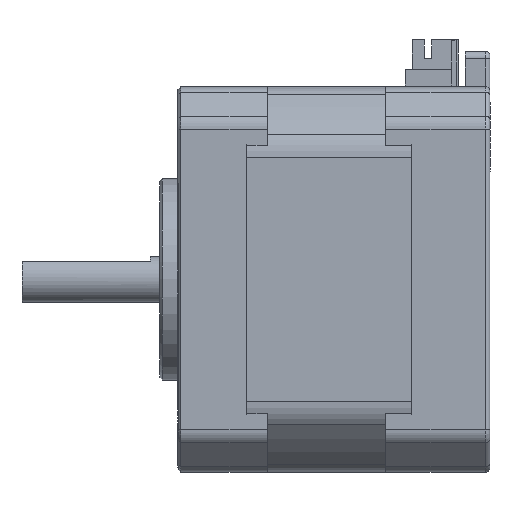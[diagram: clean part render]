
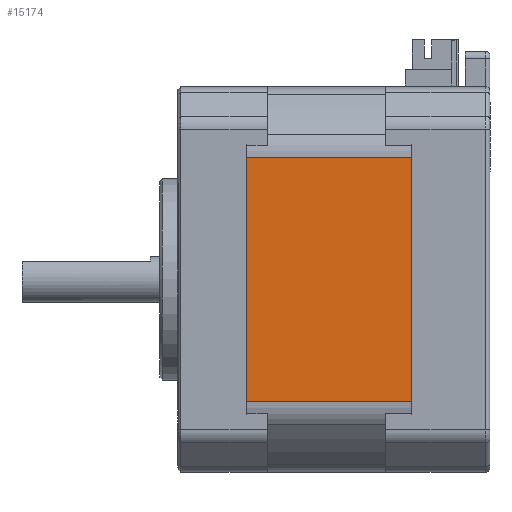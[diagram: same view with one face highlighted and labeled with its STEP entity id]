
A CAD part, left-side view. The second image highlights one B-rep face of the part: STEP entity #15174.
In plain terms, the highlighted planar face has unit normal (-1, 0, 0).
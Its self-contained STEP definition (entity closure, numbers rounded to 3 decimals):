
#1053 = DIRECTION ( 'NONE',  ( 0., 1., 0. ) ) ;
#1123 = CARTESIAN_POINT ( 'NONE',  ( -21., 17.5, -13.325 ) ) ;
#1181 = CARTESIAN_POINT ( 'NONE',  ( -21., 17.5, -13.325 ) ) ;
#1239 = VERTEX_POINT ( 'NONE', #7918 ) ;
#1816 = VERTEX_POINT ( 'NONE', #15031 ) ;
#2259 = VECTOR ( 'NONE', #5072, 1000. ) ;
#2323 = DIRECTION ( 'NONE',  ( 0., -1., 0. ) ) ;
#2592 = LINE ( 'NONE', #1181, #2259 ) ;
#4137 = ORIENTED_EDGE ( 'NONE', *, *, #10367, .F. ) ;
#4388 = EDGE_LOOP ( 'NONE', ( #4137, #15624, #7524, #14904 ) ) ;
#4622 = CARTESIAN_POINT ( 'NONE',  ( -21., -0.5, 14.641 ) ) ;
#5072 = DIRECTION ( 'NONE',  ( 0., 1., 0. ) ) ;
#5950 = LINE ( 'NONE', #9503, #6345 ) ;
#6010 = CARTESIAN_POINT ( 'NONE',  ( -21., 17.5, 14.641 ) ) ;
#6215 = EDGE_CURVE ( 'NONE', #1239, #14464, #15085, .T. ) ;
#6345 = VECTOR ( 'NONE', #15595, 1000. ) ;
#7093 = FACE_OUTER_BOUND ( 'NONE', #4388, .T. ) ;
#7257 = DIRECTION ( 'NONE',  ( 1., 0., 0. ) ) ;
#7445 = CARTESIAN_POINT ( 'NONE',  ( -21., 17.5, 13.325 ) ) ;
#7524 = ORIENTED_EDGE ( 'NONE', *, *, #6215, .F. ) ;
#7619 = VECTOR ( 'NONE', #2323, 1000. ) ;
#7918 = CARTESIAN_POINT ( 'NONE',  ( -21., 17.5, 13.325 ) ) ;
#8186 = LINE ( 'NONE', #4622, #16305 ) ;
#8422 = AXIS2_PLACEMENT_3D ( 'NONE', #6010, #7257, #1053 ) ;
#9194 = VERTEX_POINT ( 'NONE', #1123 ) ;
#9503 = CARTESIAN_POINT ( 'NONE',  ( -21., 17.5, 0. ) ) ;
#9691 = CARTESIAN_POINT ( 'NONE',  ( -21., -0.5, 13.325 ) ) ;
#9803 = PLANE ( 'NONE',  #8422 ) ;
#10367 = EDGE_CURVE ( 'NONE', #1816, #9194, #2592, .T. ) ;
#10893 = DIRECTION ( 'NONE',  ( 0., 0., 1. ) ) ;
#12494 = EDGE_CURVE ( 'NONE', #1816, #14464, #8186, .T. ) ;
#14464 = VERTEX_POINT ( 'NONE', #9691 ) ;
#14904 = ORIENTED_EDGE ( 'NONE', *, *, #16081, .F. ) ;
#15031 = CARTESIAN_POINT ( 'NONE',  ( -21., -0.5, -13.325 ) ) ;
#15085 = LINE ( 'NONE', #7445, #7619 ) ;
#15174 = ADVANCED_FACE ( 'NONE', ( #7093 ), #9803, .F. ) ;
#15595 = DIRECTION ( 'NONE',  ( 0., 0., 1. ) ) ;
#15624 = ORIENTED_EDGE ( 'NONE', *, *, #12494, .T. ) ;
#16081 = EDGE_CURVE ( 'NONE', #9194, #1239, #5950, .T. ) ;
#16305 = VECTOR ( 'NONE', #10893, 1000. ) ;
